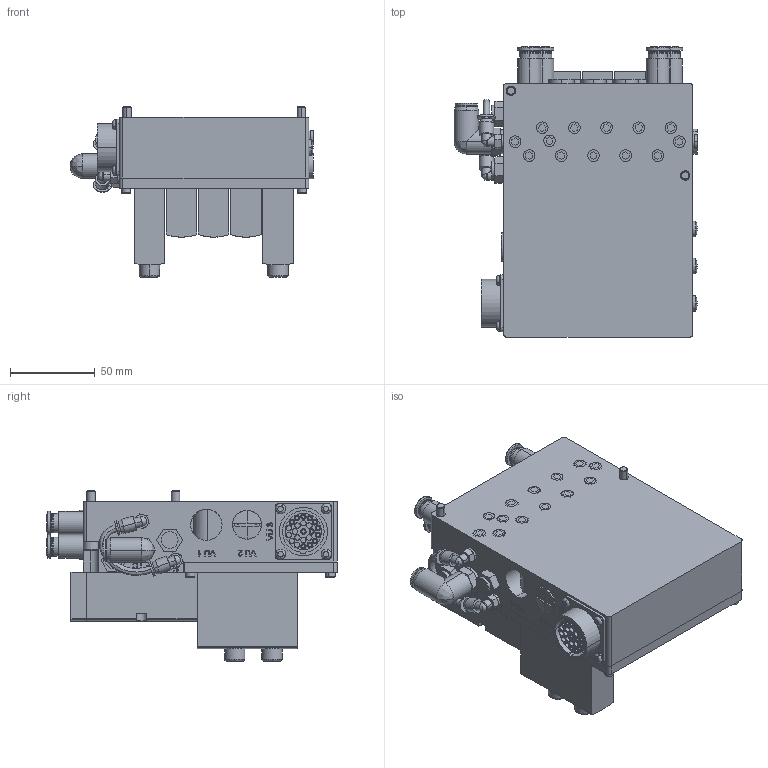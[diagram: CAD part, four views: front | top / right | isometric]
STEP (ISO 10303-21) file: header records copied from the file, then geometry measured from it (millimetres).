
FILE_DESCRIPTION (( 'STEP AP203' ), '1' );
FILE_NAME ('P0042A.STEP', '2018-12-03T08:57:05', ( '' ), ( '' ), 'SwSTEP 2.0', 'SolidWorks 2017', '' );
FILE_SCHEMA (( 'CONFIG_CONTROL_DESIGN' ));
Products named in the file (1): P0042A
Bounding box: 144.15 x 171.6 x 100.54 mm (x, y, z)
Volume: 1061375.2 mm3; surface area: 196937.8 mm2
Topology: 66 solids, 68 shells, 1869 faces, 4347 edges, 2781 vertices
Faces by surface type: plane 783, cylinder 554, bspline 262, cone 228, torus 32, sphere 10
Entity records: 68028 total; most frequent: CARTESIAN_POINT 25853, ORIENTED_EDGE 8674, DIRECTION 8479, EDGE_CURVE 4337, AXIS2_PLACEMENT_3D 3105, VERTEX_POINT 2781, VECTOR 2269, LINE 2269
